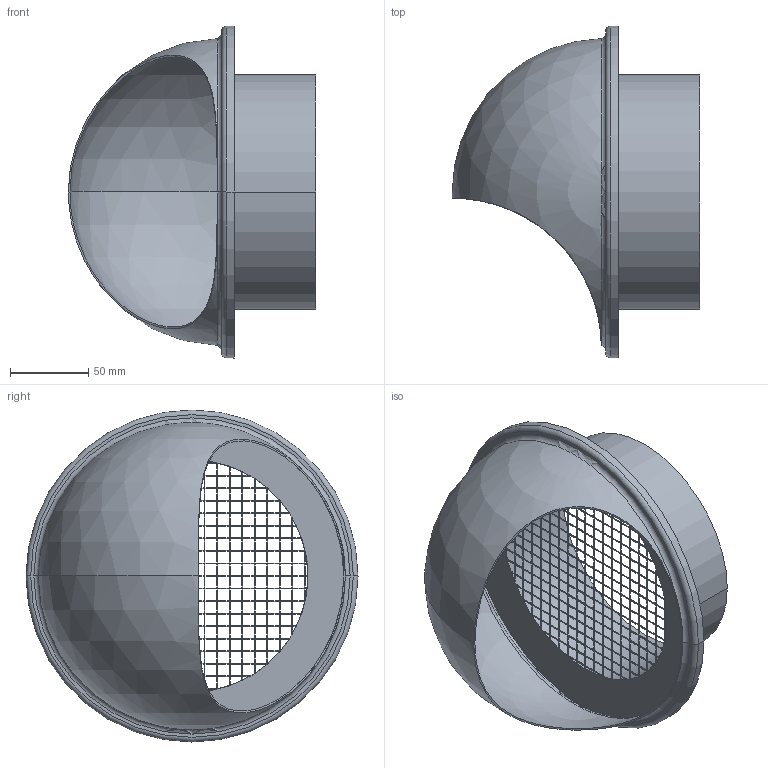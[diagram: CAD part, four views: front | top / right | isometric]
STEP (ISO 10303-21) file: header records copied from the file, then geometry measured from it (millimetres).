
FILE_DESCRIPTION (( 'STEP AP214' ), '1' );
FILE_NAME ('LH-V2A 15.STEP', '2020-06-05T13:56:43', ( '' ), ( '' ), 'SwSTEP 2.0', 'SolidWorks 2017', '' );
FILE_SCHEMA (( 'AUTOMOTIVE_DESIGN' ));
Length unit declared in the file: millimetre
Products named in the file (1): LH-V2A 15
Bounding box: 158 x 212 x 212 mm (x, y, z)
Volume: 96384.9 mm3; surface area: 182052.1 mm2
Topology: 1 solids, 1 shells, 1180 faces, 3696 edges, 2462 vertices
Faces by surface type: plane 1159, cylinder 9, torus 8, sphere 4
Entity records: 41866 total; most frequent: CARTESIAN_POINT 7681, ORIENTED_EDGE 7392, DIRECTION 6220, EDGE_CURVE 3696, VECTOR 3526, LINE 3526, VERTEX_POINT 2462, EDGE_LOOP 1724
